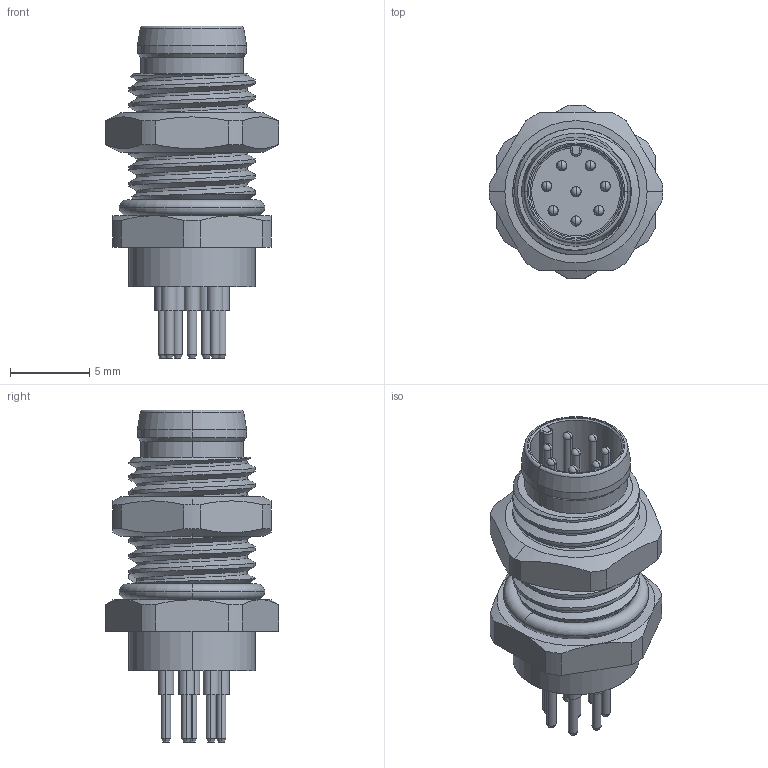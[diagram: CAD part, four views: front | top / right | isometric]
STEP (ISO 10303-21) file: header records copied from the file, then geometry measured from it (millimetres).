
FILE_DESCRIPTION((''),'2;1');
FILE_NAME('PRT000122388','2025-09-23T',('gongcheng16'),(''),'PRO/ENGINEER BY PARAMETRIC TECHNOLOGY CORPORATION, 2010280','PRO/ENGINEER BY PARAMETRIC TECHNOLOGY CORPORATION, 2010280','');
FILE_SCHEMA(('CONFIG_CONTROL_DESIGN'));
Length unit declared in the file: millimetre
Products named in the file (1): PRT000122388
Bounding box: 11 x 10.99 x 21 mm (x, y, z)
Volume: 243.2 mm3; surface area: 2498.1 mm2
Topology: 1 solids, 13 shells, 498 faces, 1098 edges, 671 vertices
Faces by surface type: cylinder 223, plane 132, cone 103, sphere 16, torus 12, bspline 12
Entity records: 17118 total; most frequent: CARTESIAN_POINT 5909, DIRECTION 2514, ORIENTED_EDGE 2164, EDGE_CURVE 1082, AXIS2_PLACEMENT_3D 1039, VERTEX_POINT 671, EDGE_LOOP 581, CIRCLE 552
